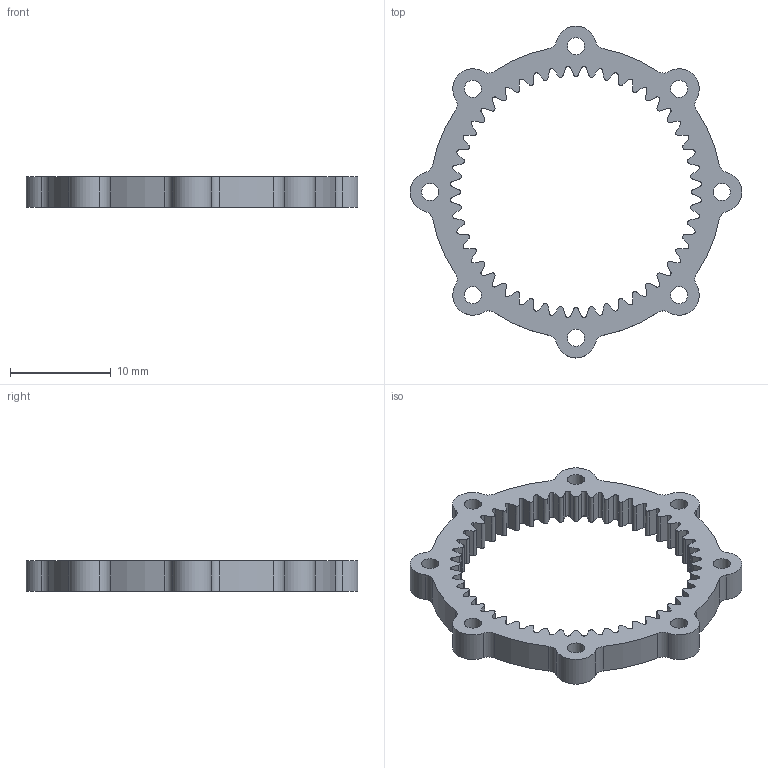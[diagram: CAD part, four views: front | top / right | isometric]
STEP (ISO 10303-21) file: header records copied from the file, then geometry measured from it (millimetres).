
FILE_DESCRIPTION(/* description */ (''),/* implementation_level */ '2;1');
FILE_NAME(/* name */ '内歯車 v2.step',/* time_stamp */ '2021-08-02T15:43:06+09:00',/* author */ (''),/* organization */ (''),/* preprocessor_version */ 'ST-DEVELOPER v18.1',/* originating_system */ 'Autodesk Translation Framework v10.9.0.1377',/* authorisation */ '');
FILE_SCHEMA (('AUTOMOTIVE_DESIGN { 1 0 10303 214 3 1 1 }'));
Length unit declared in the file: millimetre
Products named in the file (1): 内歯車
Bounding box: 33 x 33 x 3 mm (x, y, z)
Volume: 731.5 mm3; surface area: 1330.1 mm2
Topology: 1 solids, 1 shells, 234 faces, 696 edges, 464 vertices
Faces by surface type: bspline 192, cylinder 40, plane 2
Full cylindrical faces by diameter (mm): 1.7 x8
Entity records: 19744 total; most frequent: CARTESIAN_POINT 14750, ORIENTED_EDGE 1392, EDGE_CURVE 696, DIRECTION 478, VERTEX_POINT 464, B_SPLINE_CURVE_WITH_KNOTS 384, EDGE_LOOP 252, FACE_OUTER_BOUND 234
